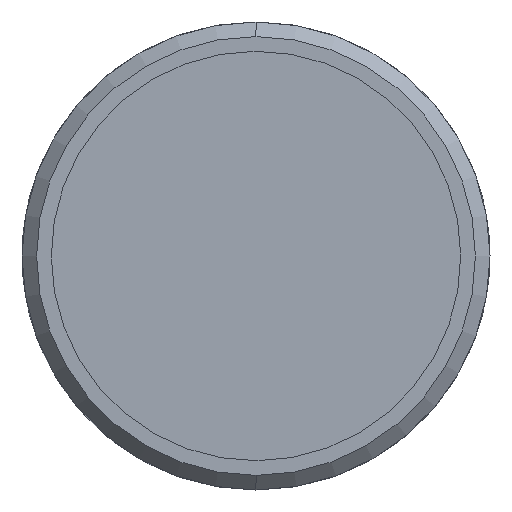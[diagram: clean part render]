
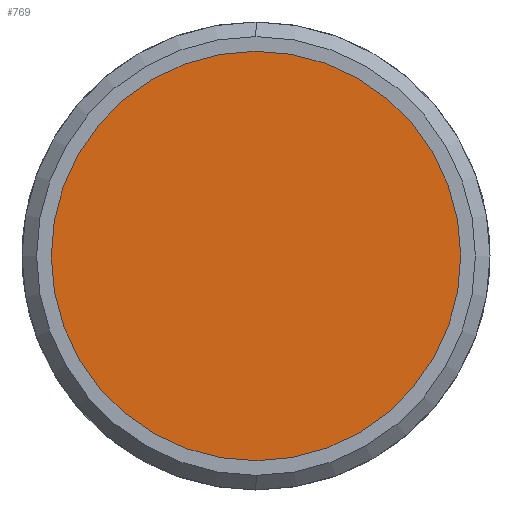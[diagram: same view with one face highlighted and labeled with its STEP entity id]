
A CAD part, left-side view. The second image highlights one B-rep face of the part: STEP entity #769.
In plain terms, the highlighted planar face has unit normal (-1, 0, 0).
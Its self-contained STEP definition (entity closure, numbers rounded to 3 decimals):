
#88 = CARTESIAN_POINT ( 'NONE',  ( -1., 0., 0. ) ) ;
#107 = ORIENTED_EDGE ( 'NONE', *, *, #223, .F. ) ;
#116 = VERTEX_POINT ( 'NONE', #597 ) ;
#206 = FACE_OUTER_BOUND ( 'NONE', #722, .T. ) ;
#223 = EDGE_CURVE ( 'Defeature ausgef�hrt2_18+Defeature ausgef�hrt2_17+Defeature ausgef�hrt2_17+Defeature ausgef�hrt2_17', #711, #116, #281, .T. ) ;
#243 = PLANE ( 'NONE',  #529 ) ;
#281 = CIRCLE ( 'NONE', #473, 21. ) ;
#301 = ORIENTED_EDGE ( 'NONE', *, *, #528, .F. ) ;
#314 = DIRECTION ( 'NONE',  ( 0., -0.005, -1. ) ) ;
#332 = DIRECTION ( 'NONE',  ( 1., 0., 0. ) ) ;
#473 = AXIS2_PLACEMENT_3D ( 'NONE', #88, #332, #808 ) ;
#490 = DIRECTION ( 'NONE',  ( 1., 0., 0. ) ) ;
#528 = EDGE_CURVE ( 'Defeature ausgef�hrt2_18+Defeature ausgef�hrt2_17+Defeature ausgef�hrt2_17+Defeature ausgef�hrt2_17', #116, #711, #658, .T. ) ;
#529 = AXIS2_PLACEMENT_3D ( 'NONE', #791, #721, #314 ) ;
#597 = CARTESIAN_POINT ( 'NONE',  ( -1., 0.1, 21. ) ) ;
#601 = AXIS2_PLACEMENT_3D ( 'NONE', #816, #490, #748 ) ;
#655 = CARTESIAN_POINT ( 'NONE',  ( -1., -0.1, -21. ) ) ;
#658 = CIRCLE ( 'NONE', #601, 21. ) ;
#711 = VERTEX_POINT ( 'NONE', #655 ) ;
#721 = DIRECTION ( 'NONE',  ( 1., 0., 0. ) ) ;
#722 = EDGE_LOOP ( 'NONE', ( #301, #107 ) ) ;
#748 = DIRECTION ( 'NONE',  ( 0., -0.005, -1. ) ) ;
#769 = ADVANCED_FACE ( 'Defeature ausgef�hrt2_17', ( #206 ), #243, .F. ) ;
#791 = CARTESIAN_POINT ( 'NONE',  ( -1., 0., 0. ) ) ;
#808 = DIRECTION ( 'NONE',  ( 0., -0.005, -1. ) ) ;
#816 = CARTESIAN_POINT ( 'NONE',  ( -1., 0., 0. ) ) ;
